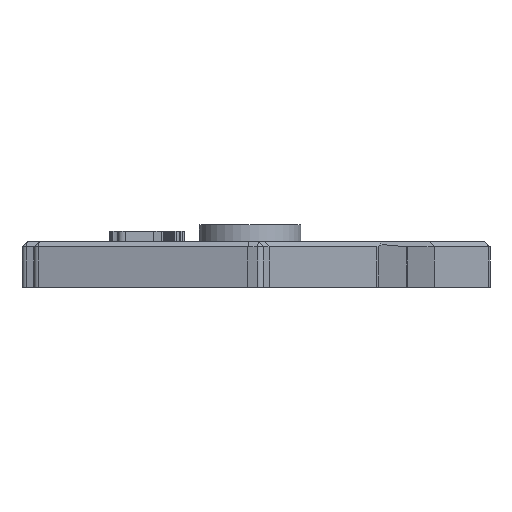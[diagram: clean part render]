
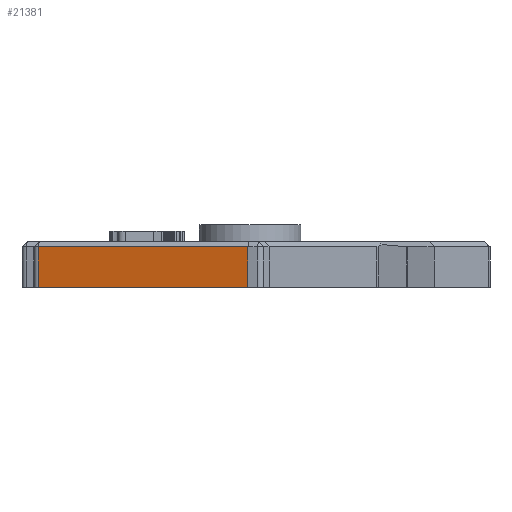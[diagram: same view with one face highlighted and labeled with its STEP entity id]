
A CAD part, left-side view. The second image highlights one B-rep face of the part: STEP entity #21381.
In plain terms, the highlighted planar face has unit normal (-0.966, 0.259, 0).
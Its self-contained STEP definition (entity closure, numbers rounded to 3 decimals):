
#1506=FACE_OUTER_BOUND('',#2673,.T.);
#2673=EDGE_LOOP('',(#19347,#19348,#19349,#19350));
#3201=LINE('',#29455,#6014);
#3819=LINE('',#30761,#6632);
#5488=LINE('',#34242,#8301);
#5489=LINE('',#34244,#8302);
#6014=VECTOR('',#23505,10.);
#6632=VECTOR('',#24231,10.);
#8301=VECTOR('',#27688,10.);
#8302=VECTOR('',#27691,10.);
#8745=VERTEX_POINT('',#29452);
#8746=VERTEX_POINT('',#29454);
#9371=VERTEX_POINT('',#30736);
#9379=VERTEX_POINT('',#30754);
#10931=EDGE_CURVE('',#8746,#8745,#3201,.T.);
#11581=EDGE_CURVE('',#9379,#9371,#3819,.T.);
#13323=EDGE_CURVE('',#8745,#9371,#5488,.T.);
#13324=EDGE_CURVE('',#8746,#9379,#5489,.T.);
#19347=ORIENTED_EDGE('',*,*,#11581,.F.);
#19348=ORIENTED_EDGE('',*,*,#13324,.F.);
#19349=ORIENTED_EDGE('',*,*,#10931,.T.);
#19350=ORIENTED_EDGE('',*,*,#13323,.T.);
#20322=PLANE('',#22548);
#21381=ADVANCED_FACE('',(#1506),#20322,.T.);
#22548=AXIS2_PLACEMENT_3D('',#34243,#27689,#27690);
#23505=DIRECTION('',(-0.259,-0.966,0.));
#24231=DIRECTION('',(-0.259,-0.966,0.));
#27688=DIRECTION('',(0.,0.,1.));
#27689=DIRECTION('center_axis',(-0.966,0.259,0.));
#27690=DIRECTION('ref_axis',(-0.259,-0.966,0.));
#27691=DIRECTION('',(0.,0.,1.));
#29452=CARTESIAN_POINT('',(17.571,-87.314,0.));
#29454=CARTESIAN_POINT('',(33.588,-27.55,0.));
#29455=CARTESIAN_POINT('',(33.588,-27.55,0.));
#30736=CARTESIAN_POINT('',(17.571,-87.314,11.5));
#30754=CARTESIAN_POINT('',(33.588,-27.55,11.5));
#30761=CARTESIAN_POINT('',(29.7,-42.056,11.5));
#34242=CARTESIAN_POINT('',(17.571,-87.314,0.));
#34243=CARTESIAN_POINT('Origin',(33.588,-27.55,0.));
#34244=CARTESIAN_POINT('',(33.588,-27.55,0.));
